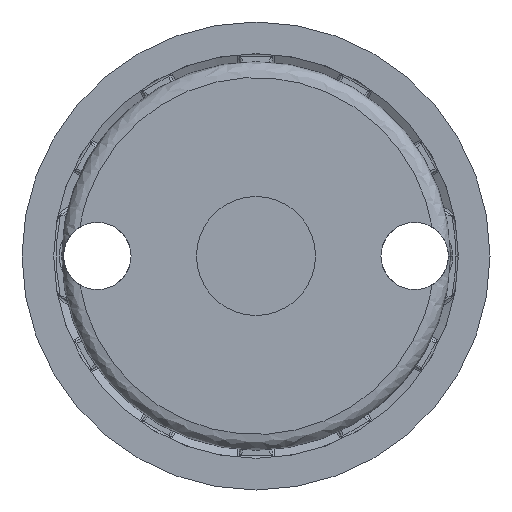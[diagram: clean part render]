
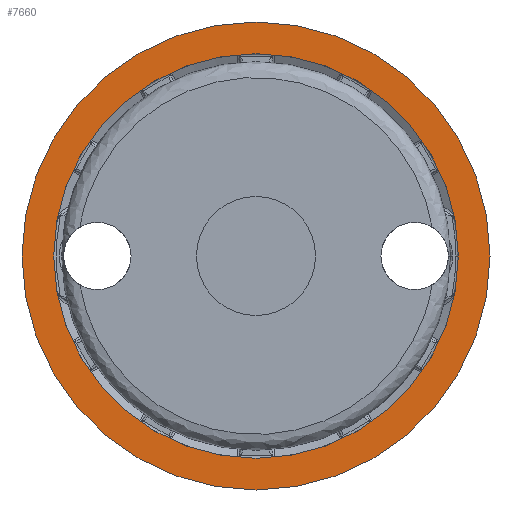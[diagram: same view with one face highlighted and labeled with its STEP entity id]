
A CAD part, front view. The second image highlights one B-rep face of the part: STEP entity #7660.
In plain terms, the highlighted planar face has unit normal (0, -1, 0).
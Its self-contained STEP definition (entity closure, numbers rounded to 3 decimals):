
#482 = DIRECTION ( 'NONE',  ( 0., 1., 0. ) ) ;
#492 = EDGE_CURVE ( 'NONE', #17421, #8967, #13368, .T. ) ;
#650 = EDGE_LOOP ( 'NONE', ( #17670, #18364 ) ) ;
#844 = CARTESIAN_POINT ( 'NONE',  ( 4., 0., 0. ) ) ;
#897 = CARTESIAN_POINT ( 'NONE',  ( 29.5, 0., 0. ) ) ;
#1492 = EDGE_CURVE ( 'NONE', #9507, #2820, #13707, .T. ) ;
#2380 = ORIENTED_EDGE ( 'NONE', *, *, #1492, .T. ) ;
#2429 = DIRECTION ( 'NONE',  ( 1., 0., 0. ) ) ;
#2492 = DIRECTION ( 'NONE',  ( -1., 0., 0. ) ) ;
#2820 = VERTEX_POINT ( 'NONE', #11314 ) ;
#3078 = AXIS2_PLACEMENT_3D ( 'NONE', #8463, #19439, #10047 ) ;
#3542 = CIRCLE ( 'NONE', #3078, 29.5 ) ;
#4128 = DIRECTION ( 'NONE',  ( 0., 1., 0. ) ) ;
#5337 = CARTESIAN_POINT ( 'NONE',  ( 29.5, 0., 0. ) ) ;
#5466 = DIRECTION ( 'NONE',  ( 1., 0., 0. ) ) ;
#7660 = ADVANCED_FACE ( 'NONE', ( #19306, #15087 ), #11823, .T. ) ;
#8463 = CARTESIAN_POINT ( 'NONE',  ( 29.5, 0., 0. ) ) ;
#8606 = ORIENTED_EDGE ( 'NONE', *, *, #14128, .T. ) ;
#8967 = VERTEX_POINT ( 'NONE', #13844 ) ;
#9507 = VERTEX_POINT ( 'NONE', #19386 ) ;
#9602 = AXIS2_PLACEMENT_3D ( 'NONE', #5337, #482, #5466 ) ;
#10047 = DIRECTION ( 'NONE',  ( 1., 0., 0. ) ) ;
#11314 = CARTESIAN_POINT ( 'NONE',  ( 55., 0., 0. ) ) ;
#11654 = CIRCLE ( 'NONE', #19704, 25.5 ) ;
#11823 = PLANE ( 'NONE',  #16103 ) ;
#11888 = DIRECTION ( 'NONE',  ( 0., -1., 0. ) ) ;
#11942 = DIRECTION ( 'NONE',  ( 0., 1., 0. ) ) ;
#13368 = CIRCLE ( 'NONE', #9602, 29.5 ) ;
#13539 = CARTESIAN_POINT ( 'NONE',  ( 29.5, 0., 0. ) ) ;
#13707 = CIRCLE ( 'NONE', #18518, 25.5 ) ;
#13844 = CARTESIAN_POINT ( 'NONE',  ( 0., 0., 0. ) ) ;
#14128 = EDGE_CURVE ( 'NONE', #2820, #9507, #11654, .T. ) ;
#15087 = FACE_BOUND ( 'NONE', #18191, .T. ) ;
#15100 = DIRECTION ( 'NONE',  ( -1., 0., 0. ) ) ;
#16103 = AXIS2_PLACEMENT_3D ( 'NONE', #844, #11888, #2429 ) ;
#16485 = CARTESIAN_POINT ( 'NONE',  ( 59., 0., 0. ) ) ;
#17421 = VERTEX_POINT ( 'NONE', #16485 ) ;
#17670 = ORIENTED_EDGE ( 'NONE', *, *, #492, .F. ) ;
#18191 = EDGE_LOOP ( 'NONE', ( #2380, #8606 ) ) ;
#18364 = ORIENTED_EDGE ( 'NONE', *, *, #19841, .F. ) ;
#18518 = AXIS2_PLACEMENT_3D ( 'NONE', #13539, #4128, #15100 ) ;
#19306 = FACE_OUTER_BOUND ( 'NONE', #650, .T. ) ;
#19386 = CARTESIAN_POINT ( 'NONE',  ( 4., 0., 0. ) ) ;
#19439 = DIRECTION ( 'NONE',  ( 0., 1., 0. ) ) ;
#19704 = AXIS2_PLACEMENT_3D ( 'NONE', #897, #11942, #2492 ) ;
#19841 = EDGE_CURVE ( 'NONE', #8967, #17421, #3542, .T. ) ;
